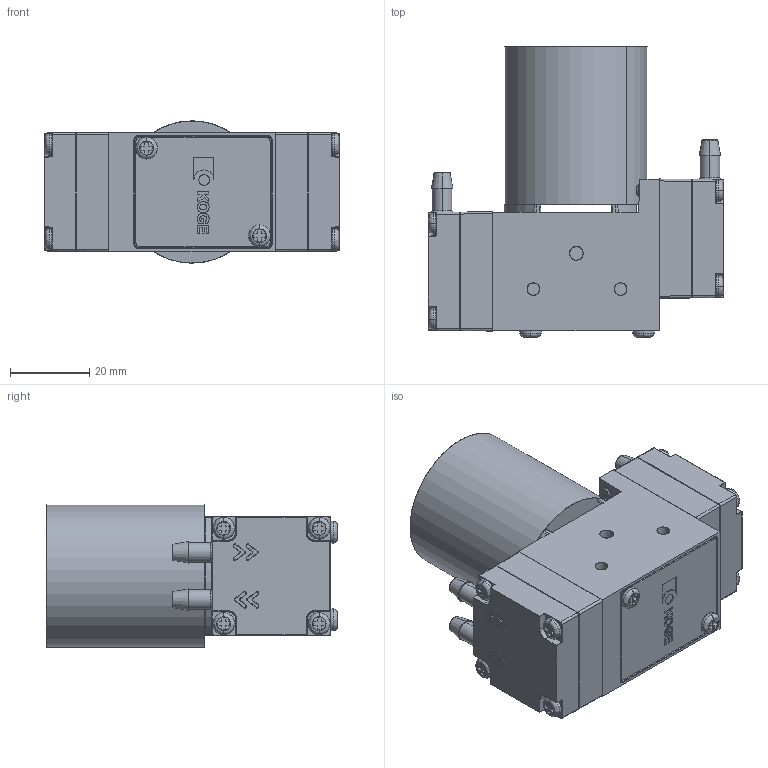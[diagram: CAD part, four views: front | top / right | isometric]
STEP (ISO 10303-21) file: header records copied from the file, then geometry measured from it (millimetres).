
FILE_DESCRIPTION (( 'STEP AP203' ), '1' );
FILE_NAME ('KDPV36A-12L雙頭泵.STEP', '2018-07-12T07:22:40', ( 'acer2' ), ( '' ), 'SwSTEP 2.0', 'SolidWorks 2016', '' );
FILE_SCHEMA (( 'CONFIG_CONTROL_DESIGN' ));
Length unit declared in the file: millimetre
Products named in the file (1): KDPV36A-12L雙頭泵
Bounding box: 74.8 x 73.6 x 36 mm (x, y, z)
Surface area: 20860.6 mm2 (no closed solid volume)
Topology: 0 solids, 790 shells, 801 faces, 4047 edges, 4032 vertices
Faces by surface type: plane 308, cylinder 255, bspline 206, cone 32
Entity records: 57945 total; most frequent: CARTESIAN_POINT 29753, DIRECTION 4687, ORIENTED_EDGE 4054, EDGE_CURVE 4043, VERTEX_POINT 4032, VECTOR 2167, LINE 2167, AXIS2_PLACEMENT_3D 1260
